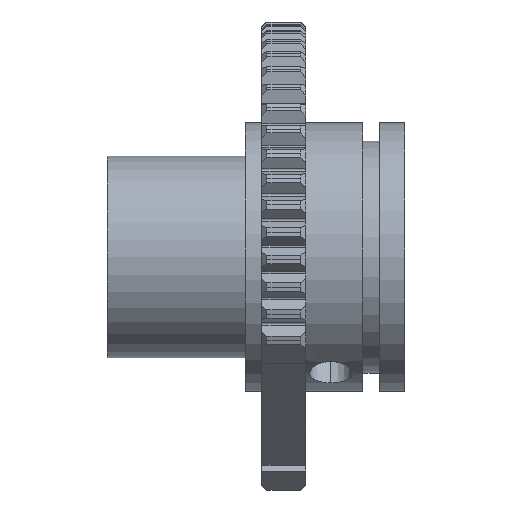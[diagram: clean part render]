
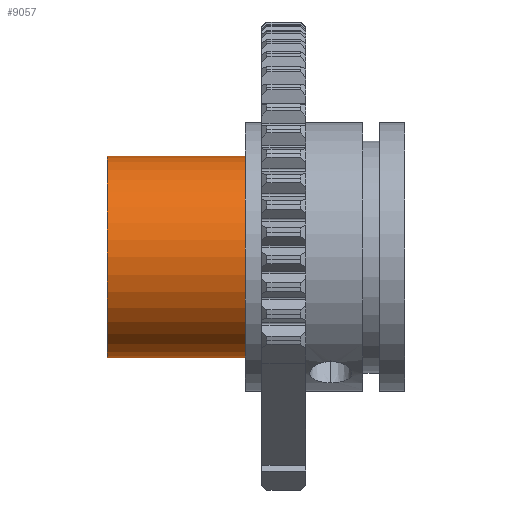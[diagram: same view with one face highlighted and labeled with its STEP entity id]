
A CAD part, front view. The second image highlights one B-rep face of the part: STEP entity #9057.
In plain terms, the highlighted cylindrical face has radius 6 mm (diameter 12 mm), a partial arc.
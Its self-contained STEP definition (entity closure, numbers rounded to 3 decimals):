
#23 = LINE ( 'NONE', #8263, #660 ) ;
#198 = CARTESIAN_POINT ( 'NONE',  ( -1., 0., 0. ) ) ;
#283 = CIRCLE ( 'NONE', #4564, 6. ) ;
#288 = CIRCLE ( 'NONE', #1634, 6. ) ;
#660 = VECTOR ( 'NONE', #1051, 1000. ) ;
#1051 = DIRECTION ( 'NONE',  ( -1., 0., 0. ) ) ;
#1337 = CARTESIAN_POINT ( 'NONE',  ( -9.2, 0., 0. ) ) ;
#1518 = DIRECTION ( 'NONE',  ( -1., 0., 0. ) ) ;
#1634 = AXIS2_PLACEMENT_3D ( 'NONE', #1337, #1518, #7058 ) ;
#1676 = VERTEX_POINT ( 'NONE', #2817 ) ;
#2433 = ORIENTED_EDGE ( 'NONE', *, *, #9179, .F. ) ;
#2697 = VERTEX_POINT ( 'NONE', #4396 ) ;
#2817 = CARTESIAN_POINT ( 'NONE',  ( -1., 0., 6. ) ) ;
#3254 = DIRECTION ( 'NONE',  ( 0., 0., 1. ) ) ;
#3684 = VERTEX_POINT ( 'NONE', #4412 ) ;
#3912 = DIRECTION ( 'NONE',  ( -1., 0., 0. ) ) ;
#4127 = DIRECTION ( 'NONE',  ( -1., 0., 0. ) ) ;
#4146 = DIRECTION ( 'NONE',  ( -1., 0., 0. ) ) ;
#4396 = CARTESIAN_POINT ( 'NONE',  ( -9.2, 0., 6. ) ) ;
#4412 = CARTESIAN_POINT ( 'NONE',  ( -1., 0., -6. ) ) ;
#4564 = AXIS2_PLACEMENT_3D ( 'NONE', #8781, #4127, #3254 ) ;
#4594 = CARTESIAN_POINT ( 'NONE',  ( -9.2, 0., -6. ) ) ;
#5000 = LINE ( 'NONE', #9839, #7832 ) ;
#5534 = AXIS2_PLACEMENT_3D ( 'NONE', #198, #3912, #7612 ) ;
#6351 = EDGE_CURVE ( 'NONE', #1676, #2697, #5000, .T. ) ;
#6582 = CYLINDRICAL_SURFACE ( 'NONE', #5534, 6. ) ;
#6694 = EDGE_CURVE ( 'NONE', #3684, #1676, #283, .T. ) ;
#6754 = FACE_OUTER_BOUND ( 'NONE', #7902, .T. ) ;
#6915 = ORIENTED_EDGE ( 'NONE', *, *, #10072, .F. ) ;
#7058 = DIRECTION ( 'NONE',  ( 0., 0., 1. ) ) ;
#7612 = DIRECTION ( 'NONE',  ( 0., 0., 1. ) ) ;
#7832 = VECTOR ( 'NONE', #4146, 1000. ) ;
#7902 = EDGE_LOOP ( 'NONE', ( #6915, #10370, #11289, #2433 ) ) ;
#8263 = CARTESIAN_POINT ( 'NONE',  ( -1., 0., -6. ) ) ;
#8781 = CARTESIAN_POINT ( 'NONE',  ( -1., 0., 0. ) ) ;
#9057 = ADVANCED_FACE ( 'NONE', ( #6754 ), #6582, .T. ) ;
#9179 = EDGE_CURVE ( 'NONE', #11638, #2697, #288, .T. ) ;
#9839 = CARTESIAN_POINT ( 'NONE',  ( -1., 0., 6. ) ) ;
#10072 = EDGE_CURVE ( 'NONE', #3684, #11638, #23, .T. ) ;
#10370 = ORIENTED_EDGE ( 'NONE', *, *, #6694, .T. ) ;
#11289 = ORIENTED_EDGE ( 'NONE', *, *, #6351, .T. ) ;
#11638 = VERTEX_POINT ( 'NONE', #4594 ) ;
